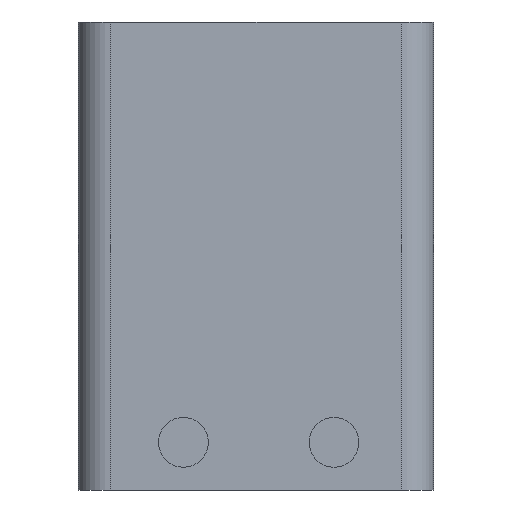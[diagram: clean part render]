
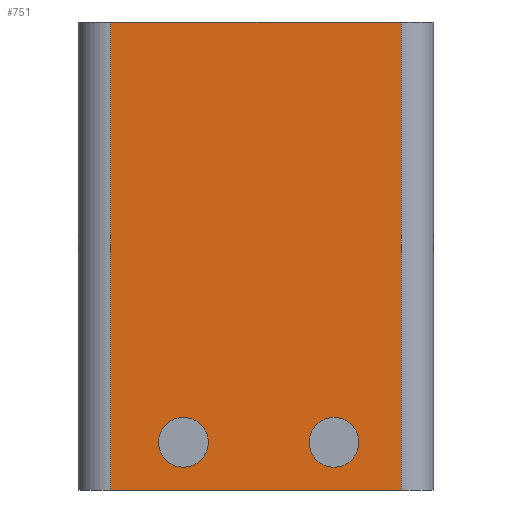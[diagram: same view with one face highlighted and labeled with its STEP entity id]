
A CAD part, front view. The second image highlights one B-rep face of the part: STEP entity #751.
In plain terms, the highlighted planar face has unit normal (0, -1, 0).
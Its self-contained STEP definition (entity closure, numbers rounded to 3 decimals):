
#15=FACE_BOUND('',#126,.T.);
#16=FACE_BOUND('',#127,.T.);
#36=PLANE('',#832);
#79=FACE_OUTER_BOUND('',#125,.T.);
#125=EDGE_LOOP('',(#575,#576,#577,#578));
#126=EDGE_LOOP('',(#579));
#127=EDGE_LOOP('',(#580));
#173=LINE('',#1145,#251);
#175=LINE('',#1151,#253);
#185=LINE('',#1177,#263);
#186=LINE('',#1178,#264);
#251=VECTOR('',#941,10.);
#253=VECTOR('',#947,10.);
#263=VECTOR('',#965,10.);
#264=VECTOR('',#966,10.);
#325=CIRCLE('',#802,5.75);
#327=CIRCLE('',#806,5.75);
#349=VERTEX_POINT('',#1099);
#351=VERTEX_POINT('',#1106);
#362=VERTEX_POINT('',#1142);
#363=VERTEX_POINT('',#1144);
#365=VERTEX_POINT('',#1150);
#377=VERTEX_POINT('',#1176);
#421=EDGE_CURVE('',#349,#349,#325,.T.);
#424=EDGE_CURVE('',#351,#351,#327,.T.);
#440=EDGE_CURVE('',#362,#363,#173,.T.);
#443=EDGE_CURVE('',#363,#365,#175,.T.);
#456=EDGE_CURVE('',#377,#362,#185,.T.);
#457=EDGE_CURVE('',#365,#377,#186,.T.);
#575=ORIENTED_EDGE('',*,*,#440,.F.);
#576=ORIENTED_EDGE('',*,*,#456,.F.);
#577=ORIENTED_EDGE('',*,*,#457,.F.);
#578=ORIENTED_EDGE('',*,*,#443,.F.);
#579=ORIENTED_EDGE('',*,*,#421,.T.);
#580=ORIENTED_EDGE('',*,*,#424,.T.);
#751=ADVANCED_FACE('',(#79,#15,#16),#36,.T.);
#802=AXIS2_PLACEMENT_3D('',#1100,#885,#886);
#806=AXIS2_PLACEMENT_3D('',#1107,#894,#895);
#832=AXIS2_PLACEMENT_3D('',#1175,#963,#964);
#885=DIRECTION('center_axis',(0.,1.,0.));
#886=DIRECTION('ref_axis',(1.,0.,0.));
#894=DIRECTION('center_axis',(0.,1.,0.));
#895=DIRECTION('ref_axis',(1.,0.,0.));
#941=DIRECTION('',(0.,0.,-1.));
#947=DIRECTION('',(-1.,0.,0.));
#963=DIRECTION('center_axis',(0.,-1.,0.));
#964=DIRECTION('ref_axis',(1.,0.,0.));
#965=DIRECTION('',(1.,0.,0.));
#966=DIRECTION('',(0.,0.,1.));
#1099=CARTESIAN_POINT('',(-52.5,49.,3.));
#1100=CARTESIAN_POINT('Origin',(-46.75,49.,3.));
#1106=CARTESIAN_POINT('',(-17.75,49.,3.));
#1107=CARTESIAN_POINT('Origin',(-12.,49.,3.));
#1142=CARTESIAN_POINT('',(3.5,49.,100.));
#1144=CARTESIAN_POINT('',(3.5,49.,-8.));
#1145=CARTESIAN_POINT('',(3.5,49.,0.));
#1150=CARTESIAN_POINT('',(-63.5,49.,-8.));
#1151=CARTESIAN_POINT('',(11.,49.,-8.));
#1175=CARTESIAN_POINT('Origin',(-71.,49.,0.));
#1176=CARTESIAN_POINT('',(-63.5,49.,100.));
#1177=CARTESIAN_POINT('',(11.,49.,100.));
#1178=CARTESIAN_POINT('',(-63.5,49.,0.));
